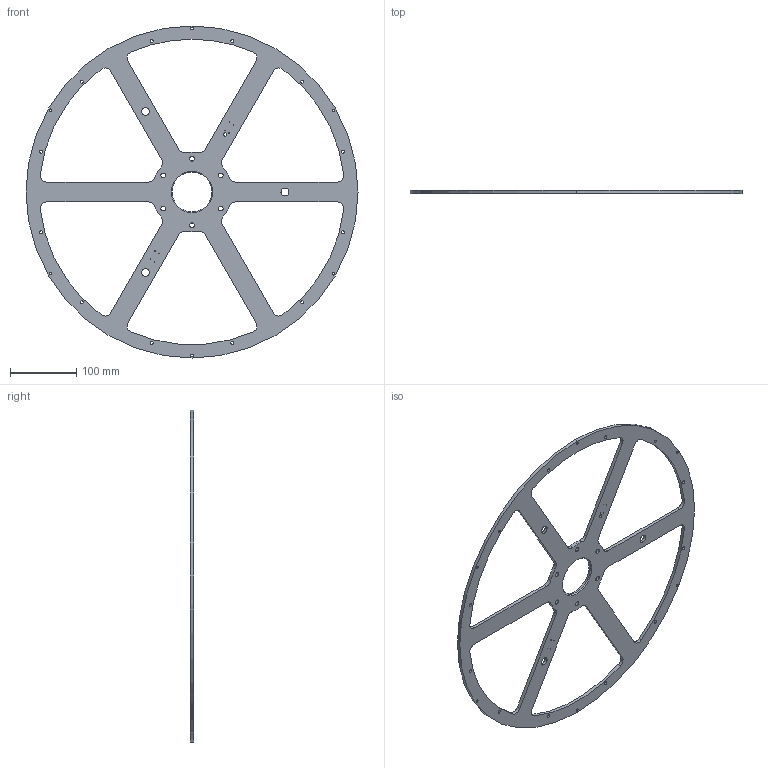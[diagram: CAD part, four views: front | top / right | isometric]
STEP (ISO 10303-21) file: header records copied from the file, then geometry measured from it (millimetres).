
FILE_DESCRIPTION (( 'STEP AP214' ), '1' );
FILE_NAME ('disque inf.STEP', '2020-03-16T07:23:19', ( '' ), ( '' ), 'SwSTEP 2.0', 'SolidWorks 2019', '' );
FILE_SCHEMA (( 'AUTOMOTIVE_DESIGN' ));
Length unit declared in the file: millimetre
Products named in the file (1): disque inf
Bounding box: 500 x 5 x 500 mm (x, y, z)
Volume: 344238.8 mm3; surface area: 166198.4 mm2
Topology: 1 solids, 1 shells, 140 faces, 406 edges, 268 vertices
Faces by surface type: cylinder 118, plane 14, cone 8
Entity records: 5264 total; most frequent: DIRECTION 932, CARTESIAN_POINT 815, ORIENTED_EDGE 812, EDGE_CURVE 406, AXIS2_PLACEMENT_3D 385, VERTEX_POINT 268, CIRCLE 244, EDGE_LOOP 226
